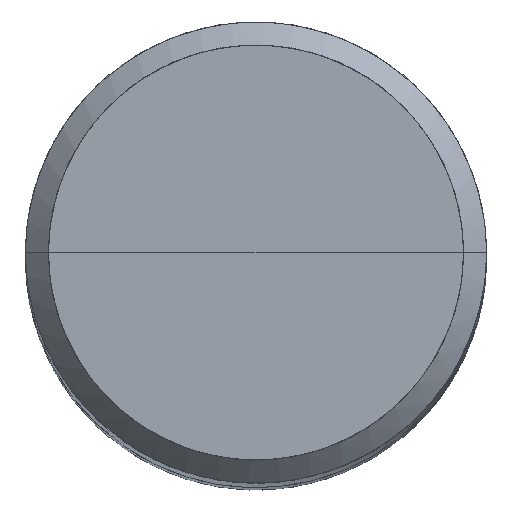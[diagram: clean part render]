
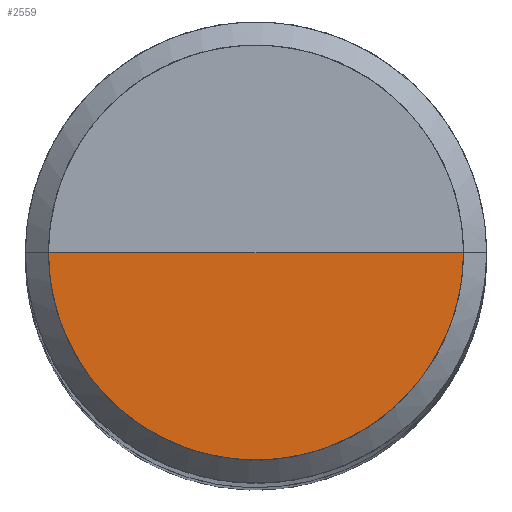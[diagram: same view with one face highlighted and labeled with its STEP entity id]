
A CAD part, top view. The second image highlights one B-rep face of the part: STEP entity #2559.
In plain terms, the highlighted free-form (B-spline) face has degree [1, 2] with [2, 5] control points.
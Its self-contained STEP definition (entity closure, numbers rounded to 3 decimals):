
#2204=CARTESIAN_POINT('',(4.5,0.0,50.0));
#2208=CARTESIAN_POINT('',(-4.5,0.0,50.0));
#2209=CARTESIAN_POINT('',(0.0,0.0,50.0));
#2216=CARTESIAN_POINT('',(-4.5,-4.5,50.0));
#2217=CARTESIAN_POINT('',(0.0,-4.5,50.0));
#2218=CARTESIAN_POINT('',(4.5,-4.5,50.0));
#2544=(
BOUNDED_SURFACE()
B_SPLINE_SURFACE(1,2,(
(#2208,#2216,#2217,#2218,#2204),
(#2209,#2209,#2209,#2209,#2209)
), .UNSPECIFIED.,.F.,.F.,.F.)
B_SPLINE_SURFACE_WITH_KNOTS((2,2),(3,2,3),(
0.0,1.0),(
0.0,0.5,1.0), .UNSPECIFIED.)
GEOMETRIC_REPRESENTATION_ITEM()
RATIONAL_B_SPLINE_SURFACE(((1.0,0.707,1.0,0.707,1.0),
(1.0,0.707,1.0,0.707,1.0)
))
REPRESENTATION_ITEM('')
SURFACE()
);
#2545=(
BOUNDED_CURVE()
B_SPLINE_CURVE(2,(#2204,#2218,#2217,#2216,#2208),.UNSPECIFIED.,.F.,.F.)
B_SPLINE_CURVE_WITH_KNOTS((3,2,3),
(0.0,0.5,1.0),.UNSPECIFIED.)
CURVE()
GEOMETRIC_REPRESENTATION_ITEM()
RATIONAL_B_SPLINE_CURVE((1.0,0.707,1.0,0.707,1.0))
REPRESENTATION_ITEM('')
);
#2546=(
BOUNDED_CURVE()
B_SPLINE_CURVE(1,(#2208,#2209),.UNSPECIFIED.,.F.,.F.)
B_SPLINE_CURVE_WITH_KNOTS((2,2),
(0.0,1.0),.UNSPECIFIED.)
CURVE()
GEOMETRIC_REPRESENTATION_ITEM()
RATIONAL_B_SPLINE_CURVE((1.0,1.0))
REPRESENTATION_ITEM('')
);
#2547=(
BOUNDED_CURVE()
B_SPLINE_CURVE(1,(#2209,#2204),.UNSPECIFIED.,.F.,.F.)
B_SPLINE_CURVE_WITH_KNOTS((2,2),
(0.0,1.0),.UNSPECIFIED.)
CURVE()
GEOMETRIC_REPRESENTATION_ITEM()
RATIONAL_B_SPLINE_CURVE((1.0,1.0))
REPRESENTATION_ITEM('')
);
#2548=VERTEX_POINT('',#2204);
#2549=VERTEX_POINT('',#2208);
#2550=VERTEX_POINT('',#2209);
#2551=EDGE_CURVE('',#2548,#2549,#2545,.T.);
#2552=EDGE_CURVE('',#2549,#2550,#2546,.T.);
#2553=EDGE_CURVE('',#2550,#2548,#2547,.T.);
#2554=ORIENTED_EDGE('',*,*,#2551,.T.);
#2555=ORIENTED_EDGE('',*,*,#2552,.T.);
#2556=ORIENTED_EDGE('',*,*,#2553,.T.);
#2557=EDGE_LOOP('',(#2554,#2555,#2556));
#2558=FACE_OUTER_BOUND('',#2557,.T.);
#2559=ADVANCED_FACE('',(#2558),#2544,.T.);
